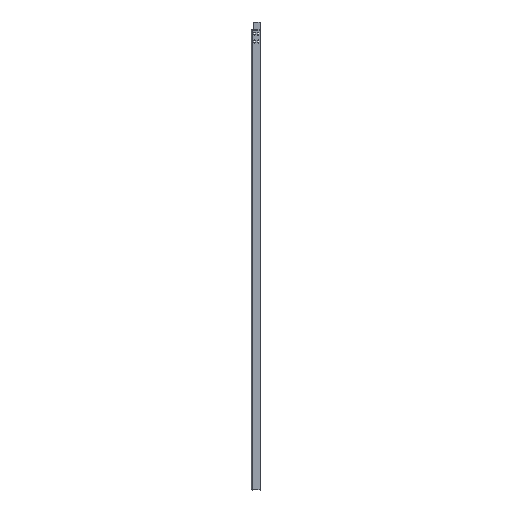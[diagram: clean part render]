
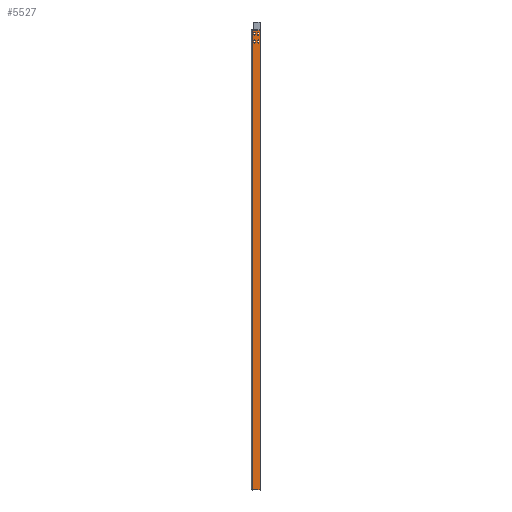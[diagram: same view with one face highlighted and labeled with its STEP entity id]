
A CAD part, left-side view. The second image highlights one B-rep face of the part: STEP entity #5527.
In plain terms, the highlighted planar face has unit normal (-1, 0, 0).
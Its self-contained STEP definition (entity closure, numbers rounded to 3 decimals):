
#1458=DIRECTION('',(0.,-1.,0.));
#1459=VECTOR('',#1458,44.5);
#1460=CARTESIAN_POINT('',(-200.,46.5,2995.555));
#1461=LINE('',#1460,#1459);
#1476=DIRECTION('',(0.,0.,-1.));
#1477=VECTOR('',#1476,2995.555);
#1478=CARTESIAN_POINT('',(-200.,2.,2995.555));
#1479=LINE('',#1478,#1477);
#1708=CARTESIAN_POINT('',(-200.001,50.099,2999.));
#1721=CARTESIAN_POINT('',(-200.,46.5,2999.158));
#1722=DIRECTION('',(1.,0.,0.));
#1723=DIRECTION('',(0.,0.,-1.));
#1724=AXIS2_PLACEMENT_3D('',#1721,#1722,#1723);
#1726=DIRECTION('',(0.,-1.,0.));
#1727=VECTOR('',#1726,52.);
#1728=CARTESIAN_POINT('',(-200.,54.,0.));
#1729=LINE('',#1728,#1727);
#1730=DIRECTION('',(0.,1.,0.));
#1731=VECTOR('',#1730,3.901);
#1732=CARTESIAN_POINT('',(-200.001,50.099,2999.));
#1733=LINE('',#1732,#1731);
#1734=CARTESIAN_POINT('',(-200.,39.,2916.417));
#1735=DIRECTION('',(1.,0.,0.));
#1736=DIRECTION('',(0.,-1.,0.));
#1737=AXIS2_PLACEMENT_3D('',#1734,#1735,#1736);
#1739=DIRECTION('',(0.,0.,-1.));
#1740=VECTOR('',#1739,13.);
#1741=CARTESIAN_POINT('',(-200.,35.5,2929.417));
#1742=LINE('',#1741,#1740);
#1743=CARTESIAN_POINT('',(-200.,39.,2929.417));
#1744=DIRECTION('',(-1.,0.,0.));
#1745=DIRECTION('',(0.,-1.,0.));
#1746=AXIS2_PLACEMENT_3D('',#1743,#1744,#1745);
#1748=CARTESIAN_POINT('',(-200.,39.,2916.417));
#1749=DIRECTION('',(1.,0.,0.));
#1750=DIRECTION('',(0.,0.,-1.));
#1751=AXIS2_PLACEMENT_3D('',#1748,#1749,#1750);
#1753=CARTESIAN_POINT('',(-200.,39.,2967.25));
#1754=DIRECTION('',(1.,0.,0.));
#1755=DIRECTION('',(0.,-1.,0.));
#1756=AXIS2_PLACEMENT_3D('',#1753,#1754,#1755);
#1758=DIRECTION('',(0.,0.,-1.));
#1759=VECTOR('',#1758,13.);
#1760=CARTESIAN_POINT('',(-200.,35.5,2980.25));
#1761=LINE('',#1760,#1759);
#1762=CARTESIAN_POINT('',(-200.,39.,2980.25));
#1763=DIRECTION('',(-1.,0.,0.));
#1764=DIRECTION('',(0.,-1.,0.));
#1765=AXIS2_PLACEMENT_3D('',#1762,#1763,#1764);
#1767=DIRECTION('',(0.,0.,1.));
#1768=VECTOR('',#1767,13.);
#1769=CARTESIAN_POINT('',(-200.,42.5,2967.25));
#1770=LINE('',#1769,#1768);
#1771=CARTESIAN_POINT('',(-200.,39.,2967.25));
#1772=DIRECTION('',(1.,0.,0.));
#1773=DIRECTION('',(0.,0.,-1.));
#1774=AXIS2_PLACEMENT_3D('',#1771,#1772,#1773);
#1776=CARTESIAN_POINT('',(-200.,14.,2916.417));
#1777=DIRECTION('',(1.,0.,0.));
#1778=DIRECTION('',(0.,-1.,0.));
#1779=AXIS2_PLACEMENT_3D('',#1776,#1777,#1778);
#1781=DIRECTION('',(0.,0.,-1.));
#1782=VECTOR('',#1781,13.);
#1783=CARTESIAN_POINT('',(-200.,10.5,2929.417));
#1784=LINE('',#1783,#1782);
#1785=CARTESIAN_POINT('',(-200.,14.,2929.417));
#1786=DIRECTION('',(-1.,0.,0.));
#1787=DIRECTION('',(0.,-1.,0.));
#1788=AXIS2_PLACEMENT_3D('',#1785,#1786,#1787);
#1790=DIRECTION('',(0.,0.,1.));
#1791=VECTOR('',#1790,13.);
#1792=CARTESIAN_POINT('',(-200.,17.5,2916.417));
#1793=LINE('',#1792,#1791);
#1794=CARTESIAN_POINT('',(-200.,14.,2916.417));
#1795=DIRECTION('',(1.,0.,0.));
#1796=DIRECTION('',(0.,0.,-1.));
#1797=AXIS2_PLACEMENT_3D('',#1794,#1795,#1796);
#1799=DIRECTION('',(0.,0.,-1.));
#1800=VECTOR('',#1799,13.);
#1801=CARTESIAN_POINT('',(-200.,10.5,2980.25));
#1802=LINE('',#1801,#1800);
#1803=CARTESIAN_POINT('',(-200.,14.,2980.25));
#1804=DIRECTION('',(-1.,0.,0.));
#1805=DIRECTION('',(0.,-1.,0.));
#1806=AXIS2_PLACEMENT_3D('',#1803,#1804,#1805);
#1808=DIRECTION('',(0.,0.,1.));
#1809=VECTOR('',#1808,13.);
#1810=CARTESIAN_POINT('',(-200.,17.5,2967.25));
#1811=LINE('',#1810,#1809);
#1812=CARTESIAN_POINT('',(-200.,14.,2967.25));
#1813=DIRECTION('',(1.,0.,0.));
#1814=DIRECTION('',(0.,0.,-1.));
#1815=AXIS2_PLACEMENT_3D('',#1812,#1813,#1814);
#1817=CARTESIAN_POINT('',(-200.,14.,2967.25));
#1818=DIRECTION('',(1.,0.,0.));
#1819=DIRECTION('',(0.,-1.,0.));
#1820=AXIS2_PLACEMENT_3D('',#1817,#1818,#1819);
#1822=DIRECTION('',(0.,0.,1.));
#1823=VECTOR('',#1822,2999.);
#1824=CARTESIAN_POINT('',(-200.,54.,0.));
#1825=LINE('',#1824,#1823);
#1898=DIRECTION('',(0.,0.,-1.));
#1899=VECTOR('',#1898,13.);
#1900=CARTESIAN_POINT('',(-200.,42.5,2929.417));
#1901=LINE('',#1900,#1899);
#2412=VERTEX_POINT('',#1708);
#2719=CARTESIAN_POINT('',(-200.,46.5,2995.555));
#2721=VERTEX_POINT('',#2719);
#2840=CARTESIAN_POINT('',(-200.,2.,2995.555));
#2841=VERTEX_POINT('',#2840);
#2842=CARTESIAN_POINT('',(-200.,2.,0.));
#2843=VERTEX_POINT('',#2842);
#2860=CARTESIAN_POINT('',(-200.,54.,0.));
#2861=CARTESIAN_POINT('',(-200.,54.,2999.));
#2862=VERTEX_POINT('',#2860);
#2863=VERTEX_POINT('',#2861);
#2904=CARTESIAN_POINT('',(-200.,10.5,2967.25));
#2906=VERTEX_POINT('',#2904);
#2908=CARTESIAN_POINT('',(-200.,14.,2963.75));
#2910=VERTEX_POINT('',#2908);
#2913=CARTESIAN_POINT('',(-200.,17.5,2967.25));
#2915=VERTEX_POINT('',#2913);
#2916=CARTESIAN_POINT('',(-200.,17.5,2980.25));
#2917=VERTEX_POINT('',#2916);
#2921=CARTESIAN_POINT('',(-200.,10.5,2980.25));
#2923=VERTEX_POINT('',#2921);
#2924=CARTESIAN_POINT('',(-200.,14.,2912.917));
#2926=VERTEX_POINT('',#2924);
#2928=CARTESIAN_POINT('',(-200.,10.5,2916.417));
#2930=VERTEX_POINT('',#2928);
#2932=CARTESIAN_POINT('',(-200.,10.5,2929.417));
#2933=VERTEX_POINT('',#2932);
#2936=CARTESIAN_POINT('',(-200.,17.5,2929.417));
#2938=VERTEX_POINT('',#2936);
#2940=CARTESIAN_POINT('',(-200.,17.5,2916.417));
#2941=VERTEX_POINT('',#2940);
#2944=CARTESIAN_POINT('',(-200.,39.,2963.75));
#2946=VERTEX_POINT('',#2944);
#2948=CARTESIAN_POINT('',(-200.,35.5,2967.25));
#2950=VERTEX_POINT('',#2948);
#2952=CARTESIAN_POINT('',(-200.,35.5,2980.25));
#2953=VERTEX_POINT('',#2952);
#2956=CARTESIAN_POINT('',(-200.,42.5,2980.25));
#2958=VERTEX_POINT('',#2956);
#2960=CARTESIAN_POINT('',(-200.,42.5,2967.25));
#2961=VERTEX_POINT('',#2960);
#2964=CARTESIAN_POINT('',(-200.,39.,2912.917));
#2966=VERTEX_POINT('',#2964);
#2968=CARTESIAN_POINT('',(-200.,35.5,2916.417));
#2970=VERTEX_POINT('',#2968);
#2972=CARTESIAN_POINT('',(-200.,35.5,2929.417));
#2973=VERTEX_POINT('',#2972);
#2976=CARTESIAN_POINT('',(-200.,42.5,2929.417));
#2978=VERTEX_POINT('',#2976);
#2982=CARTESIAN_POINT('',(-200.,42.5,2916.417));
#2983=VERTEX_POINT('',#2982);
#5465=CARTESIAN_POINT('',(-200.,-6.894,3302.594));
#5466=DIRECTION('',(-1.,0.,0.));
#5467=DIRECTION('',(0.,1.,0.));
#5468=AXIS2_PLACEMENT_3D('',#5465,#5466,#5467);
#5469=PLANE('',#5468);
#5470=ORIENTED_EDGE('',*,*,#5122,.F.);
#5471=ORIENTED_EDGE('',*,*,#5136,.T.);
#5472=ORIENTED_EDGE('',*,*,#5216,.T.);
#5473=ORIENTED_EDGE('',*,*,#5245,.F.);
#5475=ORIENTED_EDGE('',*,*,#5474,.T.);
#5476=ORIENTED_EDGE('',*,*,#5458,.F.);
#5477=EDGE_LOOP('',(#5470,#5471,#5472,#5473,#5475,#5476));
#5478=FACE_OUTER_BOUND('',#5477,.F.);
#5480=ORIENTED_EDGE('',*,*,#5479,.F.);
#5482=ORIENTED_EDGE('',*,*,#5481,.F.);
#5484=ORIENTED_EDGE('',*,*,#5483,.T.);
#5486=ORIENTED_EDGE('',*,*,#5485,.T.);
#5488=ORIENTED_EDGE('',*,*,#5487,.F.);
#5489=EDGE_LOOP('',(#5480,#5482,#5484,#5486,#5488));
#5490=FACE_BOUND('',#5489,.F.);
#5492=ORIENTED_EDGE('',*,*,#5491,.F.);
#5494=ORIENTED_EDGE('',*,*,#5493,.F.);
#5496=ORIENTED_EDGE('',*,*,#5495,.T.);
#5498=ORIENTED_EDGE('',*,*,#5497,.F.);
#5500=ORIENTED_EDGE('',*,*,#5499,.F.);
#5501=EDGE_LOOP('',(#5492,#5494,#5496,#5498,#5500));
#5502=FACE_BOUND('',#5501,.F.);
#5504=ORIENTED_EDGE('',*,*,#5503,.F.);
#5506=ORIENTED_EDGE('',*,*,#5505,.F.);
#5508=ORIENTED_EDGE('',*,*,#5507,.T.);
#5510=ORIENTED_EDGE('',*,*,#5509,.F.);
#5512=ORIENTED_EDGE('',*,*,#5511,.F.);
#5513=EDGE_LOOP('',(#5504,#5506,#5508,#5510,#5512));
#5514=FACE_BOUND('',#5513,.F.);
#5516=ORIENTED_EDGE('',*,*,#5515,.F.);
#5518=ORIENTED_EDGE('',*,*,#5517,.T.);
#5520=ORIENTED_EDGE('',*,*,#5519,.F.);
#5522=ORIENTED_EDGE('',*,*,#5521,.F.);
#5524=ORIENTED_EDGE('',*,*,#5523,.F.);
#5525=EDGE_LOOP('',(#5516,#5518,#5520,#5522,#5524));
#5526=FACE_BOUND('',#5525,.F.);
#5527=ADVANCED_FACE('',(#5478,#5490,#5502,#5514,#5526),#5469,.T.);
#1725=CIRCLE('',#1724,3.603);
#1738=CIRCLE('',#1737,3.5);
#1747=CIRCLE('',#1746,3.5);
#1752=CIRCLE('',#1751,3.5);
#1757=CIRCLE('',#1756,3.5);
#1766=CIRCLE('',#1765,3.5);
#1775=CIRCLE('',#1774,3.5);
#1780=CIRCLE('',#1779,3.5);
#1789=CIRCLE('',#1788,3.5);
#1798=CIRCLE('',#1797,3.5);
#1807=CIRCLE('',#1806,3.5);
#1816=CIRCLE('',#1815,3.5);
#1821=CIRCLE('',#1820,3.5);
#5122=EDGE_CURVE('',#2721,#2412,#1725,.T.);
#5136=EDGE_CURVE('',#2721,#2841,#1461,.T.);
#5216=EDGE_CURVE('',#2841,#2843,#1479,.T.);
#5245=EDGE_CURVE('',#2862,#2843,#1729,.T.);
#5458=EDGE_CURVE('',#2412,#2863,#1733,.T.);
#5474=EDGE_CURVE('',#2862,#2863,#1825,.T.);
#5479=EDGE_CURVE('',#2970,#2966,#1738,.T.);
#5481=EDGE_CURVE('',#2973,#2970,#1742,.T.);
#5483=EDGE_CURVE('',#2973,#2978,#1747,.T.);
#5485=EDGE_CURVE('',#2978,#2983,#1901,.T.);
#5487=EDGE_CURVE('',#2966,#2983,#1752,.T.);
#5491=EDGE_CURVE('',#2950,#2946,#1757,.T.);
#5493=EDGE_CURVE('',#2953,#2950,#1761,.T.);
#5495=EDGE_CURVE('',#2953,#2958,#1766,.T.);
#5497=EDGE_CURVE('',#2961,#2958,#1770,.T.);
#5499=EDGE_CURVE('',#2946,#2961,#1775,.T.);
#5503=EDGE_CURVE('',#2930,#2926,#1780,.T.);
#5505=EDGE_CURVE('',#2933,#2930,#1784,.T.);
#5507=EDGE_CURVE('',#2933,#2938,#1789,.T.);
#5509=EDGE_CURVE('',#2941,#2938,#1793,.T.);
#5511=EDGE_CURVE('',#2926,#2941,#1798,.T.);
#5515=EDGE_CURVE('',#2923,#2906,#1802,.T.);
#5517=EDGE_CURVE('',#2923,#2917,#1807,.T.);
#5519=EDGE_CURVE('',#2915,#2917,#1811,.T.);
#5521=EDGE_CURVE('',#2910,#2915,#1816,.T.);
#5523=EDGE_CURVE('',#2906,#2910,#1821,.T.);
